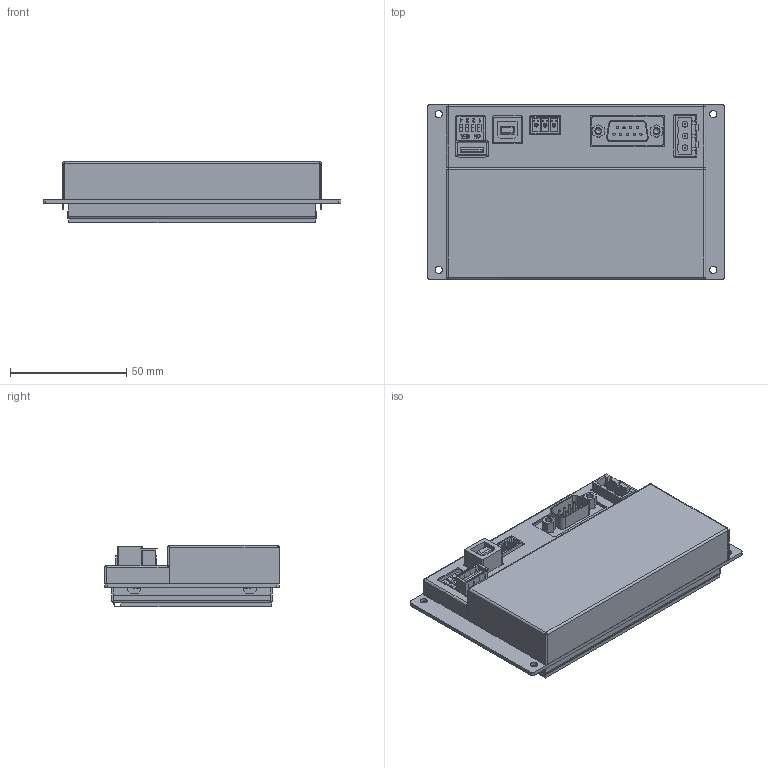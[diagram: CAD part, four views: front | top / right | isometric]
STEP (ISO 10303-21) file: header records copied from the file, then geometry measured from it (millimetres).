
FILE_DESCRIPTION(/* description */ (''),/* implementation_level */ '2;1');
FILE_NAME(/* name */ 'TGM465B-MT',/* time_stamp */ '2023-02-07T09:28:11+08:00',/* author */ (''),/* organization */ (''),/* preprocessor_version */ 'ST-DEVELOPER v16.5',/* originating_system */ '',/* authorisation */ '');
FILE_SCHEMA (('AUTOMOTIVE_DESIGN'));
Length unit declared in the file: millimetre
Products named in the file (1): Document
Bounding box: 128 x 75 x 26.25 mm (x, y, z)
Volume: 31316.8 mm3; surface area: 87165.7 mm2
Topology: 9 solids, 11 shells, 744 faces, 1936 edges, 1243 vertices
Faces by surface type: plane 564, bspline 180
Entity records: 23074 total; most frequent: CARTESIAN_POINT 10075, ORIENTED_EDGE 3840, EDGE_CURVE 1934, B_SPLINE_CURVE_WITH_KNOTS 1684, VERTEX_POINT 1243, EDGE_LOOP 835, ADVANCED_FACE 743, FACE_OUTER_BOUND 743
